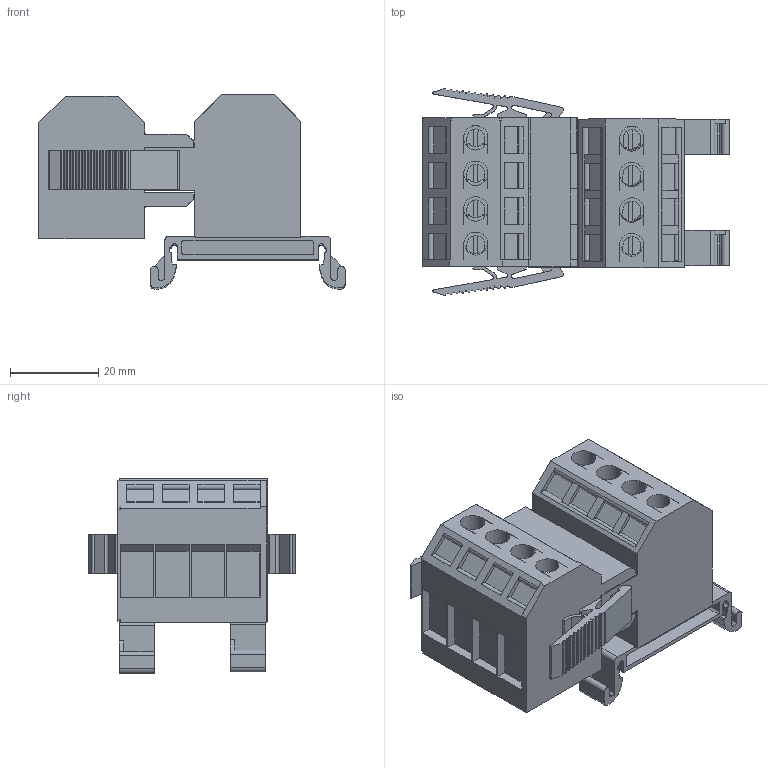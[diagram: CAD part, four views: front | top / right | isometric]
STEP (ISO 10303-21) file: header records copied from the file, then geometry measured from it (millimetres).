
FILE_DESCRIPTION(/* description */ ('Unknown'),/* implementation_level */ '2;1');
FILE_NAME(/* name */ 'PS8M-4W_3D_SOLID',/* time_stamp */ '2025-02-21T11:40:17+05:00',/* author */ ('Unknown'),/* organization */ ('Unknown'),/* preprocessor_version */ 'ST-DEVELOPER v16.7',/* originating_system */ 'Solid Edge',/* authorisation */ 'Unknown');
FILE_SCHEMA (('AUTOMOTIVE_DESIGN {1 0 10303 214 3 1 1}'));
Length unit declared in the file: millimetre
Products named in the file (1): PS8M-4W_3D_SOLID
Bounding box: 69.42 x 46.85 x 44.01 mm (x, y, z)
Volume: 55211.5 mm3; surface area: 19669.4 mm2
Topology: 1 solids, 5 shells, 1025 faces, 2997 edges, 1976 vertices
Faces by surface type: plane 731, cylinder 278, torus 16
Entity records: 41248 total; most frequent: CARTESIAN_POINT 6235, ORIENTED_EDGE 5994, DIRECTION 5677, EDGE_CURVE 2997, LINE 2247, VECTOR 2247, VERTEX_POINT 1976, AXIS2_PLACEMENT_3D 1715
